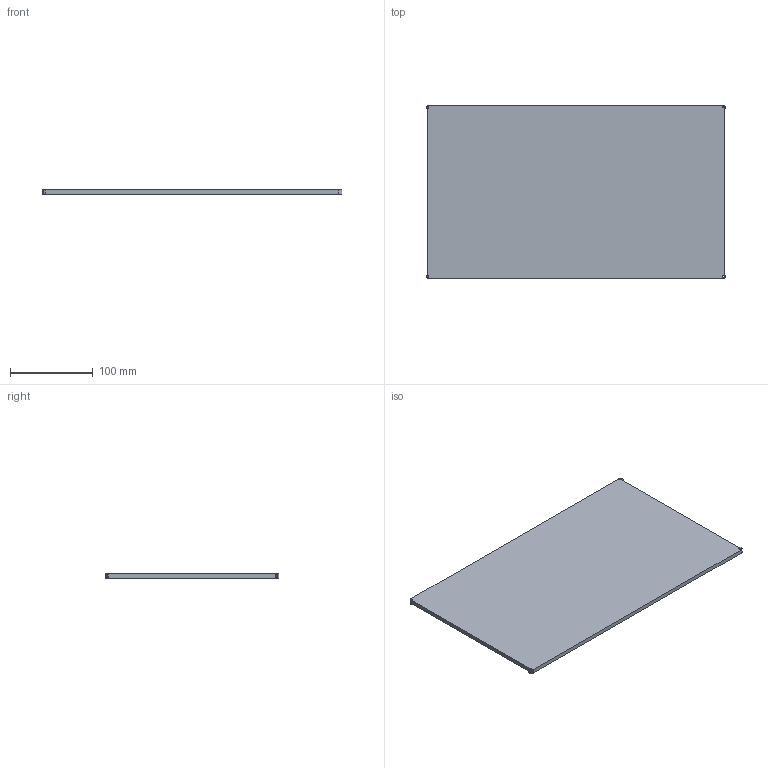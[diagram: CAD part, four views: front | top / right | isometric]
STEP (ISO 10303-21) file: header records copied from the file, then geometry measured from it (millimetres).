
FILE_DESCRIPTION(/* description */ (''),/* implementation_level */ '2;1');
FILE_NAME(/* name */ 'HOME AUTOMATION CASE LID 3mm.step',/* time_stamp */ '2026-02-03T14:44:56+06:00',/* author */ (''),/* organization */ (''),/* preprocessor_version */ 'ST-DEVELOPER v20.1',/* originating_system */ 'Autodesk Translation Framework v14.21.0.0',/* authorisation */ '');
FILE_SCHEMA (('AUTOMOTIVE_DESIGN { 1 0 10303 214 3 1 1 }'));
Products named in the file (2): 2026-02-02-12-40-37-841; 2026-02-02-15-09-20-984
Assembly tree (1 placements, depth 2):
  2026-02-02-12-40-37-841
    2026-02-02-15-09-20-984
Bounding box: 363 x 210 x 5 mm (x, y, z)
Volume: 376952.1 mm3; surface area: 156763.9 mm2
Topology: 1 solids, 1 shells, 118 faces, 488 edges, 372 vertices
Faces by surface type: cylinder 100, plane 10, bspline 8
Full cylindrical faces by diameter (mm): 2.175 x40, 2.675 x40
Entity records: 38958 total; most frequent: CARTESIAN_POINT 35447, ORIENTED_EDGE 976, EDGE_CURVE 488, DIRECTION 390, VERTEX_POINT 372, B_SPLINE_CURVE_WITH_KNOTS 348, AXIS2_PLACEMENT_3D 137, EDGE_LOOP 126
